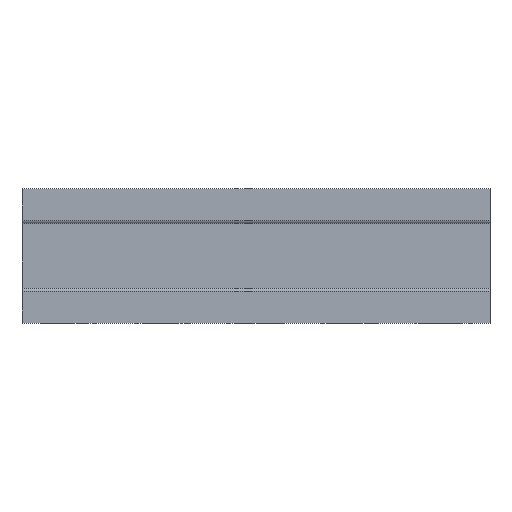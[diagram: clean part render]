
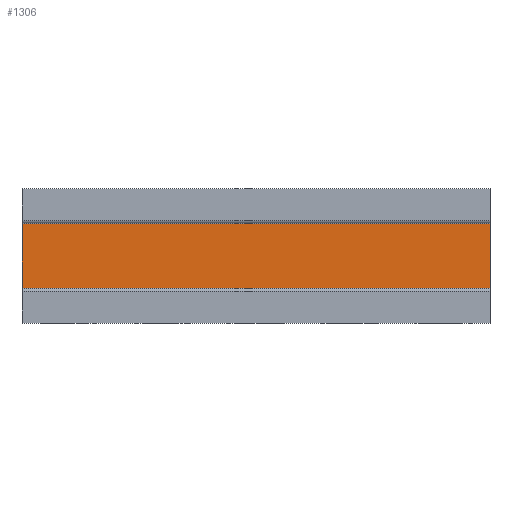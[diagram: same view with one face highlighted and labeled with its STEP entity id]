
A CAD part, top view. The second image highlights one B-rep face of the part: STEP entity #1306.
In plain terms, the highlighted planar face has unit normal (0, 0, 1).
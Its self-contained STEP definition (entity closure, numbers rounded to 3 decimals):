
#157=FACE_OUTER_BOUND('',#229,.T.);
#229=EDGE_LOOP('',(#1052,#1053,#1054,#1055));
#355=LINE('',#2147,#483);
#356=LINE('',#2150,#484);
#357=LINE('',#2152,#485);
#358=LINE('',#2153,#486);
#483=VECTOR('',#1777,10.);
#484=VECTOR('',#1780,10.);
#485=VECTOR('',#1781,10.);
#486=VECTOR('',#1782,10.);
#606=VERTEX_POINT('',#2143);
#607=VERTEX_POINT('',#2145);
#608=VERTEX_POINT('',#2149);
#609=VERTEX_POINT('',#2151);
#779=EDGE_CURVE('',#606,#607,#355,.T.);
#780=EDGE_CURVE('',#608,#606,#356,.T.);
#781=EDGE_CURVE('',#609,#607,#357,.T.);
#782=EDGE_CURVE('',#608,#609,#358,.T.);
#1052=ORIENTED_EDGE('',*,*,#780,.T.);
#1053=ORIENTED_EDGE('',*,*,#779,.T.);
#1054=ORIENTED_EDGE('',*,*,#781,.F.);
#1055=ORIENTED_EDGE('',*,*,#782,.F.);
#1183=PLANE('',#1439);
#1306=ADVANCED_FACE('',(#157),#1183,.T.);
#1439=AXIS2_PLACEMENT_3D('',#2148,#1778,#1779);
#1777=DIRECTION('',(1.,0.,0.));
#1778=DIRECTION('center_axis',(0.,0.,1.));
#1779=DIRECTION('ref_axis',(0.,-1.,0.));
#1780=DIRECTION('',(0.,-1.,0.));
#1781=DIRECTION('',(0.,-1.,0.));
#1782=DIRECTION('',(1.,0.,0.));
#2143=CARTESIAN_POINT('',(0.,-17.312,19.65));
#2145=CARTESIAN_POINT('',(250.,-17.312,19.65));
#2147=CARTESIAN_POINT('',(0.,-17.312,19.65));
#2148=CARTESIAN_POINT('Origin',(0.,17.312,19.65));
#2149=CARTESIAN_POINT('',(0.,17.312,19.65));
#2150=CARTESIAN_POINT('',(0.,17.312,19.65));
#2151=CARTESIAN_POINT('',(250.,17.312,19.65));
#2152=CARTESIAN_POINT('',(250.,17.312,19.65));
#2153=CARTESIAN_POINT('',(0.,17.312,19.65));
